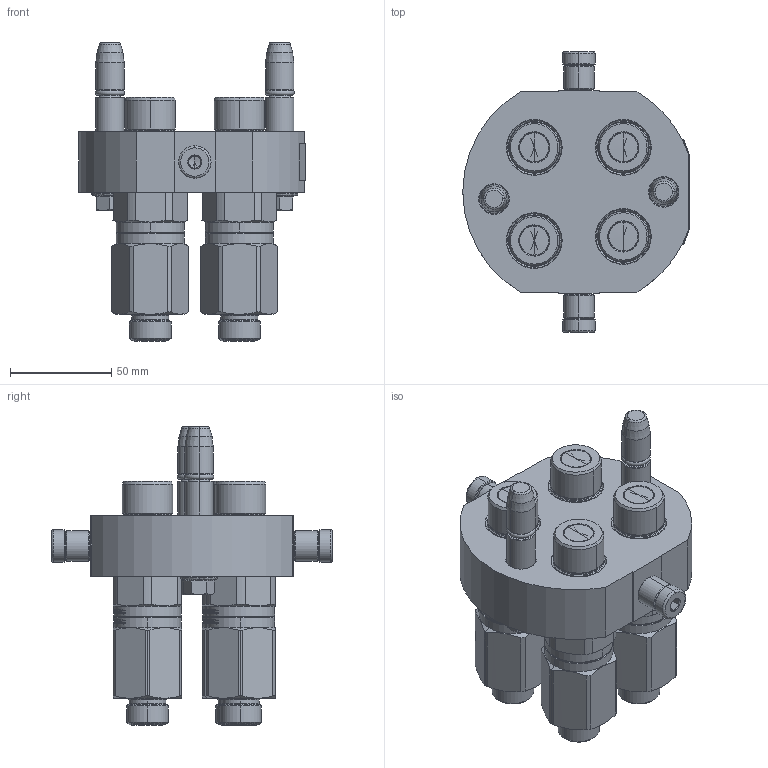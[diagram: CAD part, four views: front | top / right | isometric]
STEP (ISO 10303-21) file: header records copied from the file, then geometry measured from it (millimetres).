
FILE_DESCRIPTION (( 'STEP AP214' ), '1' );
FILE_NAME ('FASTER.step', '2023-08-10T01:56:26', ( '' ), ( '' ), 'SwSTEP 2.0', 'SolidWorks 2017', '' );
FILE_SCHEMA (( 'AUTOMOTIVE_DESIGN' ));
Length unit declared in the file: millimetre
Products named in the file (11): or2_62x9_19_m; et002_piegata; P508_M_BASE; FASTER; 1540_080_0008_000; 4830_010_0000_022; 3ffnp1211_12sm; 4830_021_0000_000; 4830_028_1000_011; 4830_013_3000_030
Assembly tree (18 placements, depth 3):
  FASTER
    P508_M_BASE
      4830_010_0000_022
      4830_013_3000_030  x2
      4830_028_1000_011  x2
      4830_021_0000_000  x2
      1540_080_0008_000  x2
      or2_62x9_19_m  x2
    3ffnp1211_12sm  x4
      3ffnp1211_12sm
    et002_piegata
Bounding box: 111.8 x 138.6 x 147.61 mm (x, y, z)
Volume: 2874.1 mm3; surface area: 127412.2 mm2
Topology: 5 solids, 56 shells, 2076 faces, 6171 edges, 4030 vertices
Faces by surface type: plane 1064, cylinder 369, cone 360, torus 152, bspline 131
Entity records: 42452 total; most frequent: CARTESIAN_POINT 11151, ORIENTED_EDGE 5679, DIRECTION 5350, EDGE_CURVE 3027, LINE 1982, VECTOR 1982, VERTEX_POINT 1967, AXIS2_PLACEMENT_3D 1684
